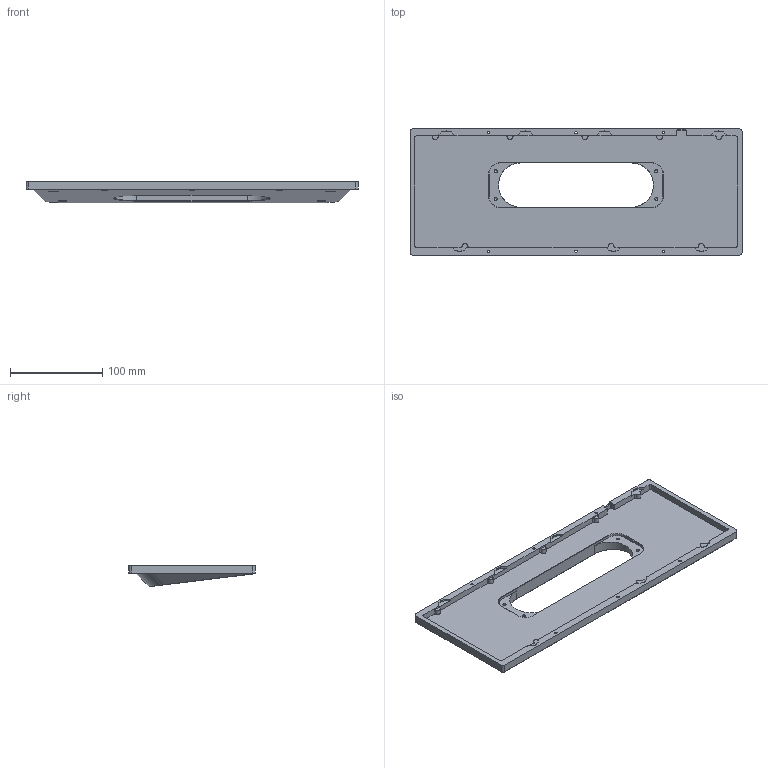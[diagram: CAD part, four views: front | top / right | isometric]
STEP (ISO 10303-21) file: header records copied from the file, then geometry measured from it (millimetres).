
FILE_DESCRIPTION(/* description */ (''),/* implementation_level */ '2;1');
FILE_NAME(/* name */ 'Sofia_Bottom_V1 v10.step',/* time_stamp */ '2022-06-10T15:26:04+02:00',/* author */ (''),/* organization */ (''),/* preprocessor_version */ 'ST-DEVELOPER v19',/* originating_system */ 'Autodesk Translation Framework v11.7.0.108',/* authorisation */ '');
FILE_SCHEMA (('AUTOMOTIVE_DESIGN { 1 0 10303 214 3 1 1 }'));
Length unit declared in the file: millimetre
Products named in the file (1): Sofia_Bottom_V1
Bounding box: 359.61 x 136.51 x 23.02 mm (x, y, z)
Volume: 356547.5 mm3; surface area: 106206.6 mm2
Topology: 1 solids, 1 shells, 245 faces, 671 edges, 432 vertices
Faces by surface type: plane 116, cylinder 99, cone 20, bspline 6, torus 4
Full cylindrical faces by diameter (mm): 2.529 x6, 3.4 x4, 10.05 x4
Entity records: 8101 total; most frequent: CARTESIAN_POINT 1664, DIRECTION 1363, ORIENTED_EDGE 1334, EDGE_CURVE 667, AXIS2_PLACEMENT_3D 464, LINE 435, VECTOR 435, VERTEX_POINT 432
